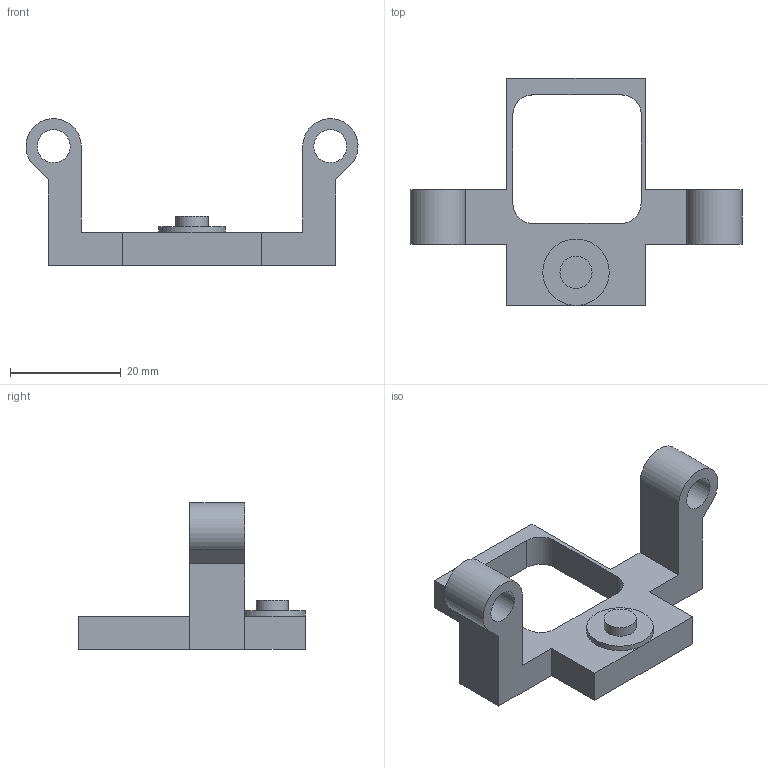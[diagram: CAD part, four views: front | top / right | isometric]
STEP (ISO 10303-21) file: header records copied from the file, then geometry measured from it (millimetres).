
FILE_DESCRIPTION(/* description */ (''),/* implementation_level */ '2;1');
FILE_NAME(/* name */ 'inside encoder.step',/* time_stamp */ '2022-09-18T21:25:19+02:00',/* author */ (''),/* organization */ (''),/* preprocessor_version */ 'ST-DEVELOPER v19',/* originating_system */ 'Autodesk Translation Framework v11.7.0.108',/* authorisation */ '');
FILE_SCHEMA (('AUTOMOTIVE_DESIGN { 1 0 10303 214 3 1 1 }'));
Length unit declared in the file: millimetre
Products named in the file (1): inside encoder
Bounding box: 59.98 x 41 x 26.5 mm (x, y, z)
Volume: 7127.9 mm3; surface area: 4926 mm2
Topology: 1 solids, 1 shells, 34 faces, 92 edges, 61 vertices
Faces by surface type: plane 24, cylinder 10
Full cylindrical faces by diameter (mm): 5.8 x1, 6 x2, 12 x1
Entity records: 1114 total; most frequent: CARTESIAN_POINT 188, ORIENTED_EDGE 184, DIRECTION 183, EDGE_CURVE 92, LINE 71, VECTOR 71, VERTEX_POINT 61, AXIS2_PLACEMENT_3D 56
